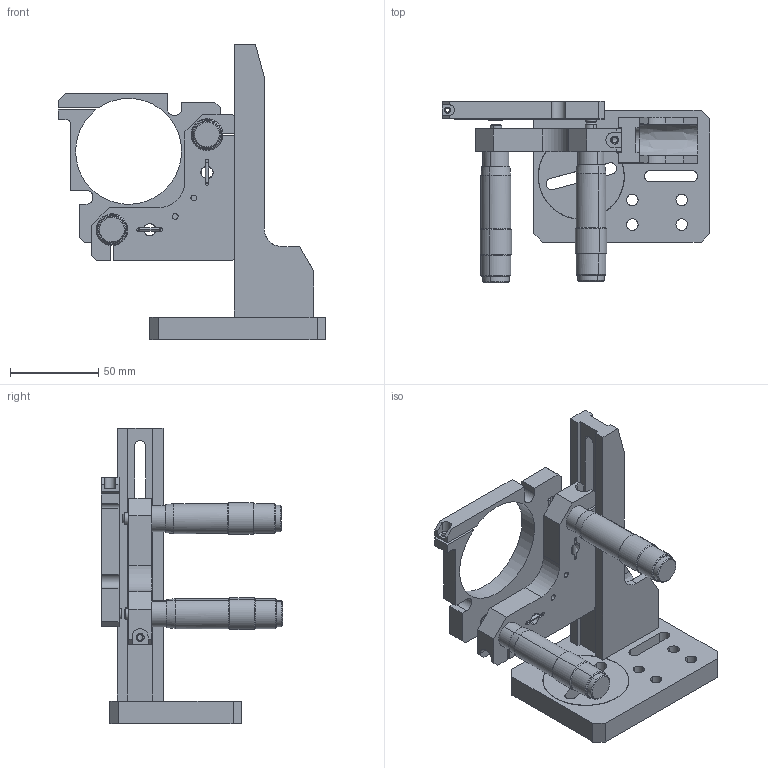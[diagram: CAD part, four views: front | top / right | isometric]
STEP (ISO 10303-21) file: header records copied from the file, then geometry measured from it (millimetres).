
FILE_DESCRIPTION(/* description */ (''),/* implementation_level */ '2;1');
FILE_NAME(/* name */ 'MMB-KV60',/* time_stamp */ '2024-08-08T17:23:10+03:00',/* author */ (''),/* organization */ (''),/* preprocessor_version */ 'ST-DEVELOPER v15',/* originating_system */ '',/* authorisation */ '');
FILE_SCHEMA (('AUTOMOTIVE_DESIGN'));
Length unit declared in the file: millimetre
Products named in the file (1): Document
Bounding box: 152 x 102.89 x 168 mm (x, y, z)
Volume: 260175.7 mm3; surface area: 88719.1 mm2
Topology: 16 solids, 16 shells, 410 faces, 1119 edges, 744 vertices
Faces by surface type: bspline 237, plane 173
Entity records: 14911 total; most frequent: CARTESIAN_POINT 8533, ORIENTED_EDGE 2206, EDGE_CURVE 1103, VERTEX_POINT 744, EDGE_LOOP 481, ADVANCED_FACE 410, FACE_OUTER_BOUND 410, B_SPLINE_CURVE_WITH_KNOTS 364
